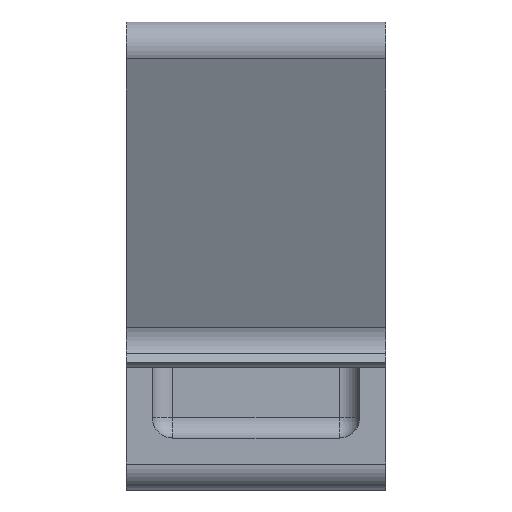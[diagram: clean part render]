
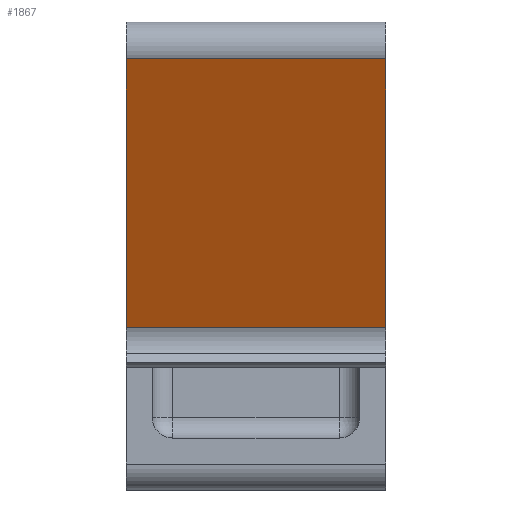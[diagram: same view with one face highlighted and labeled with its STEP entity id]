
A CAD part, top view. The second image highlights one B-rep face of the part: STEP entity #1867.
In plain terms, the highlighted planar face has unit normal (0, -0.423, 0.906).
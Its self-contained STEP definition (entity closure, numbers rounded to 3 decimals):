
#278 = PLANE('',#279);
#279 = AXIS2_PLACEMENT_3D('',#280,#281,#282);
#280 = CARTESIAN_POINT('',(-25.,17.48,36.158));
#281 = DIRECTION('',(1.,0.,0.));
#282 = DIRECTION('',(0.,0.,1.));
#334 = PLANE('',#335);
#335 = AXIS2_PLACEMENT_3D('',#336,#337,#338);
#336 = CARTESIAN_POINT('',(25.,17.48,36.158));
#337 = DIRECTION('',(1.,0.,0.));
#338 = DIRECTION('',(0.,0.,1.));
#811 = EDGE_CURVE('',#812,#814,#816,.T.);
#812 = VERTEX_POINT('',#813);
#813 = CARTESIAN_POINT('',(-25.,40.387,84.532));
#814 = VERTEX_POINT('',#815);
#815 = CARTESIAN_POINT('',(-25.,-11.375,60.394));
#816 = SURFACE_CURVE('',#817,(#821,#828),.PCURVE_S1.);
#817 = LINE('',#818,#819);
#818 = CARTESIAN_POINT('',(-25.,40.387,84.532));
#819 = VECTOR('',#820,1.);
#820 = DIRECTION('',(0.,-0.906,-0.423));
#821 = PCURVE('',#278,#822);
#822 = DEFINITIONAL_REPRESENTATION('',(#823),#827);
#823 = LINE('',#824,#825);
#824 = CARTESIAN_POINT('',(48.374,-22.907));
#825 = VECTOR('',#826,1.);
#826 = DIRECTION('',(-0.423,0.906));
#827 = ( GEOMETRIC_REPRESENTATION_CONTEXT(2) 
PARAMETRIC_REPRESENTATION_CONTEXT() REPRESENTATION_CONTEXT('2D SPACE',''
  ) );
#828 = PCURVE('',#829,#834);
#829 = PLANE('',#830);
#830 = AXIS2_PLACEMENT_3D('',#831,#832,#833);
#831 = CARTESIAN_POINT('',(-25.,40.387,84.532));
#832 = DIRECTION('',(0.,0.423,-0.906));
#833 = DIRECTION('',(0.,-0.906,-0.423));
#834 = DEFINITIONAL_REPRESENTATION('',(#835),#839);
#835 = LINE('',#836,#837);
#836 = CARTESIAN_POINT('',(0.,0.));
#837 = VECTOR('',#838,1.);
#838 = DIRECTION('',(1.,0.));
#839 = ( GEOMETRIC_REPRESENTATION_CONTEXT(2) 
PARAMETRIC_REPRESENTATION_CONTEXT() REPRESENTATION_CONTEXT('2D SPACE',''
  ) );
#862 = CYLINDRICAL_SURFACE('',#863,5.);
#863 = AXIS2_PLACEMENT_3D('',#864,#865,#866);
#864 = CARTESIAN_POINT('',(-25.,-13.488,64.926));
#865 = DIRECTION('',(1.,0.,0.));
#866 = DIRECTION('',(0.,0.423,-0.906)
  );
#1170 = CYLINDRICAL_SURFACE('',#1171,5.);
#1171 = AXIS2_PLACEMENT_3D('',#1172,#1173,#1174);
#1172 = CARTESIAN_POINT('',(-25.,42.5,80.));
#1173 = DIRECTION('',(-1.,0.,0.));
#1174 = DIRECTION('',(0.,1.,0.));
#1289 = EDGE_CURVE('',#1290,#1292,#1294,.T.);
#1290 = VERTEX_POINT('',#1291);
#1291 = CARTESIAN_POINT('',(25.,40.387,84.532));
#1292 = VERTEX_POINT('',#1293);
#1293 = CARTESIAN_POINT('',(25.,-11.375,60.394));
#1294 = SURFACE_CURVE('',#1295,(#1299,#1306),.PCURVE_S1.);
#1295 = LINE('',#1296,#1297);
#1296 = CARTESIAN_POINT('',(25.,40.387,84.532));
#1297 = VECTOR('',#1298,1.);
#1298 = DIRECTION('',(0.,-0.906,-0.423));
#1299 = PCURVE('',#334,#1300);
#1300 = DEFINITIONAL_REPRESENTATION('',(#1301),#1305);
#1301 = LINE('',#1302,#1303);
#1302 = CARTESIAN_POINT('',(48.374,-22.907));
#1303 = VECTOR('',#1304,1.);
#1304 = DIRECTION('',(-0.423,0.906));
#1305 = ( GEOMETRIC_REPRESENTATION_CONTEXT(2) 
PARAMETRIC_REPRESENTATION_CONTEXT() REPRESENTATION_CONTEXT('2D SPACE',''
  ) );
#1306 = PCURVE('',#829,#1307);
#1307 = DEFINITIONAL_REPRESENTATION('',(#1308),#1312);
#1308 = LINE('',#1309,#1310);
#1309 = CARTESIAN_POINT('',(0.,-50.));
#1310 = VECTOR('',#1311,1.);
#1311 = DIRECTION('',(1.,0.));
#1312 = ( GEOMETRIC_REPRESENTATION_CONTEXT(2) 
PARAMETRIC_REPRESENTATION_CONTEXT() REPRESENTATION_CONTEXT('2D SPACE',''
  ) );
#1867 = ADVANCED_FACE('',(#1868),#829,.F.);
#1868 = FACE_BOUND('',#1869,.F.);
#1869 = EDGE_LOOP('',(#1870,#1871,#1892,#1893));
#1870 = ORIENTED_EDGE('',*,*,#811,.F.);
#1871 = ORIENTED_EDGE('',*,*,#1872,.T.);
#1872 = EDGE_CURVE('',#812,#1290,#1873,.T.);
#1873 = SURFACE_CURVE('',#1874,(#1878,#1885),.PCURVE_S1.);
#1874 = LINE('',#1875,#1876);
#1875 = CARTESIAN_POINT('',(-25.,40.387,84.532));
#1876 = VECTOR('',#1877,1.);
#1877 = DIRECTION('',(1.,0.,0.));
#1878 = PCURVE('',#829,#1879);
#1879 = DEFINITIONAL_REPRESENTATION('',(#1880),#1884);
#1880 = LINE('',#1881,#1882);
#1881 = CARTESIAN_POINT('',(0.,-0.));
#1882 = VECTOR('',#1883,1.);
#1883 = DIRECTION('',(0.,-1.));
#1884 = ( GEOMETRIC_REPRESENTATION_CONTEXT(2) 
PARAMETRIC_REPRESENTATION_CONTEXT() REPRESENTATION_CONTEXT('2D SPACE',''
  ) );
#1885 = PCURVE('',#1170,#1886);
#1886 = DEFINITIONAL_REPRESENTATION('',(#1887),#1891);
#1887 = LINE('',#1888,#1889);
#1888 = CARTESIAN_POINT('',(-8.29,0.));
#1889 = VECTOR('',#1890,1.);
#1890 = DIRECTION('',(-0.,-1.));
#1891 = ( GEOMETRIC_REPRESENTATION_CONTEXT(2) 
PARAMETRIC_REPRESENTATION_CONTEXT() REPRESENTATION_CONTEXT('2D SPACE',''
  ) );
#1892 = ORIENTED_EDGE('',*,*,#1289,.T.);
#1893 = ORIENTED_EDGE('',*,*,#1894,.F.);
#1894 = EDGE_CURVE('',#814,#1292,#1895,.T.);
#1895 = SURFACE_CURVE('',#1896,(#1900,#1907),.PCURVE_S1.);
#1896 = LINE('',#1897,#1898);
#1897 = CARTESIAN_POINT('',(-25.,-11.375,60.394));
#1898 = VECTOR('',#1899,1.);
#1899 = DIRECTION('',(1.,0.,0.));
#1900 = PCURVE('',#829,#1901);
#1901 = DEFINITIONAL_REPRESENTATION('',(#1902),#1906);
#1902 = LINE('',#1903,#1904);
#1903 = CARTESIAN_POINT('',(57.113,0.));
#1904 = VECTOR('',#1905,1.);
#1905 = DIRECTION('',(0.,-1.));
#1906 = ( GEOMETRIC_REPRESENTATION_CONTEXT(2) 
PARAMETRIC_REPRESENTATION_CONTEXT() REPRESENTATION_CONTEXT('2D SPACE',''
  ) );
#1907 = PCURVE('',#862,#1908);
#1908 = DEFINITIONAL_REPRESENTATION('',(#1909),#1913);
#1909 = LINE('',#1910,#1911);
#1910 = CARTESIAN_POINT('',(-0.,0.));
#1911 = VECTOR('',#1912,1.);
#1912 = DIRECTION('',(-0.,1.));
#1913 = ( GEOMETRIC_REPRESENTATION_CONTEXT(2) 
PARAMETRIC_REPRESENTATION_CONTEXT() REPRESENTATION_CONTEXT('2D SPACE',''
  ) );
